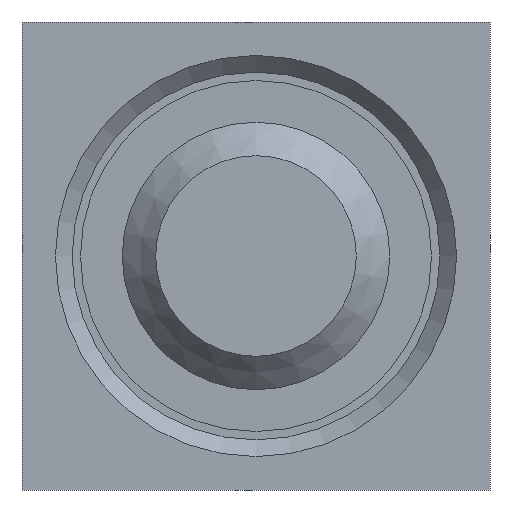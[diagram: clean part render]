
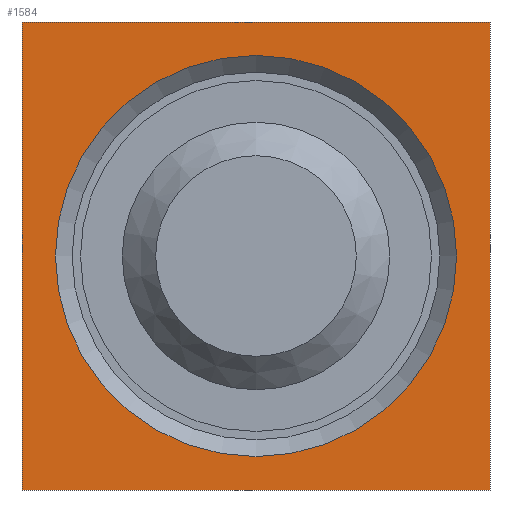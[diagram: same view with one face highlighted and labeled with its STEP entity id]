
A CAD part, front view. The second image highlights one B-rep face of the part: STEP entity #1584.
In plain terms, the highlighted planar face has unit normal (0, -1, 0).
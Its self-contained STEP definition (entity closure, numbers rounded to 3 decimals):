
#38 = CARTESIAN_POINT ( 'NONE',  ( 7., 0., -7. ) ) ;
#622 = CARTESIAN_POINT ( 'NONE',  ( -7., 0., -7. ) ) ;
#697 = FACE_BOUND ( 'NONE', #1734, .T. ) ;
#1165 = VECTOR ( 'NONE', #10951, 1000. ) ;
#1277 = ORIENTED_EDGE ( 'NONE', *, *, #8606, .F. ) ;
#1467 = VERTEX_POINT ( 'NONE', #6059 ) ;
#1508 = CARTESIAN_POINT ( 'NONE',  ( 0., 0., 0. ) ) ;
#1584 = ADVANCED_FACE ( 'NONE', ( #697, #5203 ), #6103, .F. ) ;
#1633 = VECTOR ( 'NONE', #4485, 1000. ) ;
#1673 = CARTESIAN_POINT ( 'NONE',  ( 7., 0., -7. ) ) ;
#1734 = EDGE_LOOP ( 'NONE', ( #6788 ) ) ;
#1740 = DIRECTION ( 'NONE',  ( 0., 0., 1. ) ) ;
#1876 = DIRECTION ( 'NONE',  ( -1., 0., 0. ) ) ;
#1894 = CARTESIAN_POINT ( 'NONE',  ( 0., 0., 0. ) ) ;
#2436 = VERTEX_POINT ( 'NONE', #9578 ) ;
#3058 = DIRECTION ( 'NONE',  ( 0., 0., 1. ) ) ;
#3334 = EDGE_CURVE ( 'NONE', #4995, #1467, #7713, .T. ) ;
#3341 = CARTESIAN_POINT ( 'NONE',  ( -7., 0., 7. ) ) ;
#4116 = CARTESIAN_POINT ( 'NONE',  ( -7., 0., -7. ) ) ;
#4485 = DIRECTION ( 'NONE',  ( 0., 0., -1. ) ) ;
#4995 = VERTEX_POINT ( 'NONE', #622 ) ;
#5203 = FACE_OUTER_BOUND ( 'NONE', #9374, .T. ) ;
#5611 = EDGE_CURVE ( 'NONE', #2436, #2436, #11577, .T. ) ;
#6059 = CARTESIAN_POINT ( 'NONE',  ( -7., 0., 7. ) ) ;
#6103 = PLANE ( 'NONE',  #12621 ) ;
#6410 = CARTESIAN_POINT ( 'NONE',  ( 7., 0., 7. ) ) ;
#6663 = EDGE_CURVE ( 'NONE', #11389, #9725, #13602, .T. ) ;
#6788 = ORIENTED_EDGE ( 'NONE', *, *, #5611, .T. ) ;
#6910 = DIRECTION ( 'NONE',  ( 0., 0., 1. ) ) ;
#7713 = LINE ( 'NONE', #4116, #12963 ) ;
#8606 = EDGE_CURVE ( 'NONE', #9725, #4995, #13018, .T. ) ;
#8836 = ORIENTED_EDGE ( 'NONE', *, *, #3334, .F. ) ;
#9162 = DIRECTION ( 'NONE',  ( 0., 1., 0. ) ) ;
#9374 = EDGE_LOOP ( 'NONE', ( #11703, #10195, #8836, #1277 ) ) ;
#9553 = LINE ( 'NONE', #3341, #1165 ) ;
#9578 = CARTESIAN_POINT ( 'NONE',  ( 0., 0., 6. ) ) ;
#9725 = VERTEX_POINT ( 'NONE', #1673 ) ;
#10188 = AXIS2_PLACEMENT_3D ( 'NONE', #1508, #9162, #6910 ) ;
#10195 = ORIENTED_EDGE ( 'NONE', *, *, #10651, .F. ) ;
#10513 = CARTESIAN_POINT ( 'NONE',  ( -7., 0., -7. ) ) ;
#10651 = EDGE_CURVE ( 'NONE', #1467, #11389, #9553, .T. ) ;
#10951 = DIRECTION ( 'NONE',  ( 1., 0., 0. ) ) ;
#11389 = VERTEX_POINT ( 'NONE', #6410 ) ;
#11577 = CIRCLE ( 'NONE', #10188, 6. ) ;
#11703 = ORIENTED_EDGE ( 'NONE', *, *, #6663, .F. ) ;
#12621 = AXIS2_PLACEMENT_3D ( 'NONE', #1894, #14078, #3058 ) ;
#12663 = VECTOR ( 'NONE', #1876, 1000. ) ;
#12963 = VECTOR ( 'NONE', #1740, 1000. ) ;
#13018 = LINE ( 'NONE', #10513, #12663 ) ;
#13602 = LINE ( 'NONE', #38, #1633 ) ;
#14078 = DIRECTION ( 'NONE',  ( 0., 1., 0. ) ) ;
